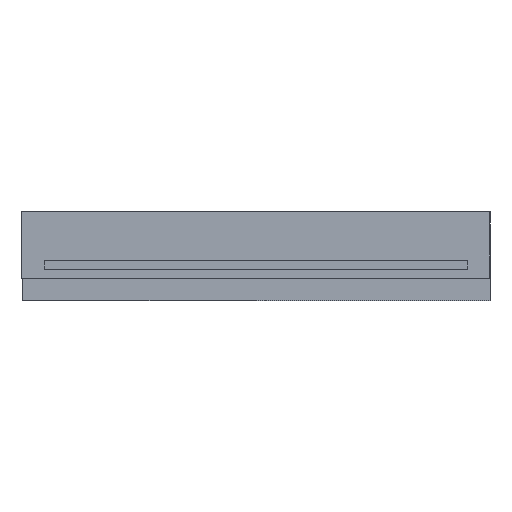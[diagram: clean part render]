
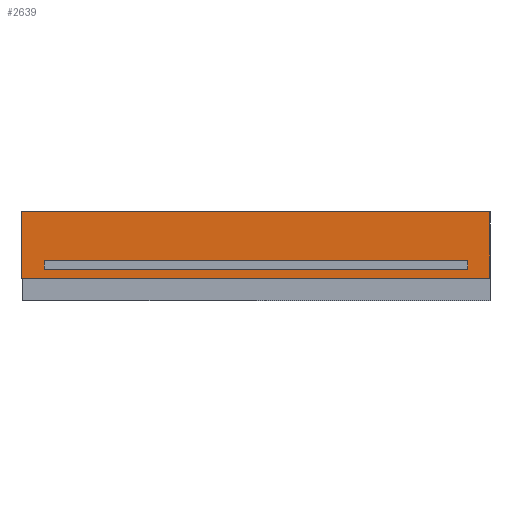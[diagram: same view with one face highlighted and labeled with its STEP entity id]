
A CAD part, left-side view. The second image highlights one B-rep face of the part: STEP entity #2639.
In plain terms, the highlighted planar face has unit normal (-1, 0, 0).
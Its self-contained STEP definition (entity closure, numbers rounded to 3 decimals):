
#89=FACE_BOUND('',#468,.T.);
#289=FACE_OUTER_BOUND('',#467,.T.);
#467=EDGE_LOOP('',(#2219,#2220,#2221,#2222));
#468=EDGE_LOOP('',(#2223,#2224,#2225,#2226));
#605=LINE('',#3874,#889);
#608=LINE('',#3880,#892);
#611=LINE('',#3886,#895);
#614=LINE('',#3890,#898);
#621=LINE('',#3905,#905);
#742=LINE('',#4219,#1026);
#751=LINE('',#4264,#1035);
#752=LINE('',#4265,#1036);
#889=VECTOR('',#3061,10.);
#892=VECTOR('',#3066,10.);
#895=VECTOR('',#3071,10.);
#898=VECTOR('',#3076,10.);
#905=VECTOR('',#3087,15.);
#1026=VECTOR('',#3432,10.);
#1035=VECTOR('',#3485,10.);
#1036=VECTOR('',#3486,100.);
#1191=VERTEX_POINT('',#3871);
#1192=VERTEX_POINT('',#3873);
#1194=VERTEX_POINT('',#3879);
#1196=VERTEX_POINT('',#3885);
#1201=VERTEX_POINT('',#3902);
#1202=VERTEX_POINT('',#3904);
#1283=VERTEX_POINT('',#4217);
#1297=VERTEX_POINT('',#4263);
#1439=EDGE_CURVE('',#1192,#1191,#605,.T.);
#1442=EDGE_CURVE('',#1194,#1192,#608,.T.);
#1445=EDGE_CURVE('',#1196,#1194,#611,.T.);
#1448=EDGE_CURVE('',#1191,#1196,#614,.T.);
#1455=EDGE_CURVE('',#1201,#1202,#621,.T.);
#1606=EDGE_CURVE('',#1283,#1201,#742,.T.);
#1625=EDGE_CURVE('',#1297,#1283,#751,.T.);
#1626=EDGE_CURVE('',#1297,#1202,#752,.T.);
#2219=ORIENTED_EDGE('',*,*,#1625,.F.);
#2220=ORIENTED_EDGE('',*,*,#1626,.T.);
#2221=ORIENTED_EDGE('',*,*,#1455,.F.);
#2222=ORIENTED_EDGE('',*,*,#1606,.F.);
#2223=ORIENTED_EDGE('',*,*,#1445,.T.);
#2224=ORIENTED_EDGE('',*,*,#1442,.T.);
#2225=ORIENTED_EDGE('',*,*,#1439,.T.);
#2226=ORIENTED_EDGE('',*,*,#1448,.T.);
#2515=PLANE('',#2859);
#2639=ADVANCED_FACE('',(#289,#89),#2515,.T.);
#2859=AXIS2_PLACEMENT_3D('',#4262,#3483,#3484);
#3061=DIRECTION('',(0.,1.,0.));
#3066=DIRECTION('',(0.,0.,-1.));
#3071=DIRECTION('',(0.,-1.,0.));
#3076=DIRECTION('',(0.,0.,1.));
#3087=DIRECTION('',(0.,0.,1.));
#3432=DIRECTION('',(0.,1.,0.));
#3483=DIRECTION('center_axis',(-1.,0.,0.));
#3484=DIRECTION('ref_axis',(0.,0.,1.));
#3485=DIRECTION('',(0.,0.,-1.));
#3486=DIRECTION('',(0.,1.,0.));
#3871=CARTESIAN_POINT('',(-92.2,100.,47.));
#3873=CARTESIAN_POINT('',(-92.2,5.,47.));
#3874=CARTESIAN_POINT('',(-92.2,52.5,47.));
#3879=CARTESIAN_POINT('',(-92.2,5.,49.));
#3880=CARTESIAN_POINT('',(-92.2,5.,54.5));
#3885=CARTESIAN_POINT('',(-92.2,100.,49.));
#3886=CARTESIAN_POINT('',(-92.2,100.,49.));
#3890=CARTESIAN_POINT('',(-92.2,100.,53.5));
#3902=CARTESIAN_POINT('',(-92.2,105.,45.));
#3904=CARTESIAN_POINT('',(-92.2,105.,60.));
#3905=CARTESIAN_POINT('',(-92.2,105.,60.));
#4217=CARTESIAN_POINT('',(-92.2,0.,45.));
#4219=CARTESIAN_POINT('',(-92.2,100.,45.));
#4262=CARTESIAN_POINT('Origin',(-92.2,100.,60.));
#4263=CARTESIAN_POINT('',(-92.2,0.,60.));
#4264=CARTESIAN_POINT('',(-92.2,0.,56.));
#4265=CARTESIAN_POINT('',(-92.2,100.,60.));
